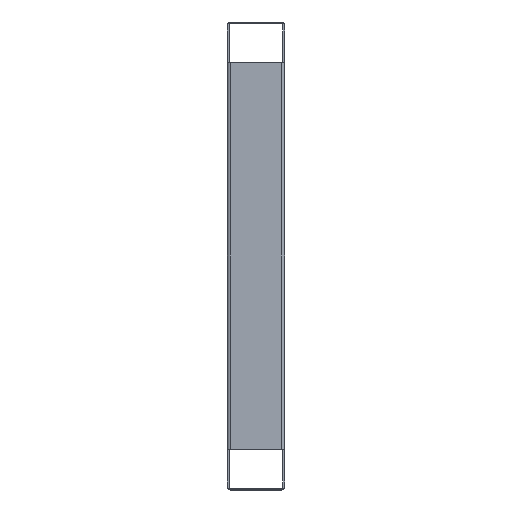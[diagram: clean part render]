
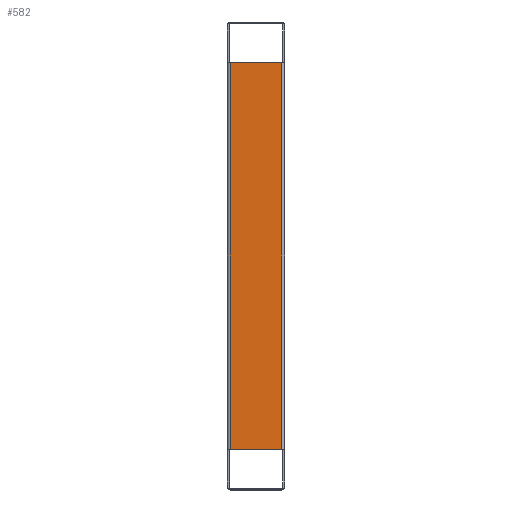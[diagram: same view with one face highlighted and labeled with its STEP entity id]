
A CAD part, left-side view. The second image highlights one B-rep face of the part: STEP entity #582.
In plain terms, the highlighted planar face has unit normal (-1, 0, 0).
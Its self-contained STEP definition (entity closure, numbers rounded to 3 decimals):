
#5 = VECTOR ( 'NONE', #1494, 1000. ) ;
#16 = CARTESIAN_POINT ( 'NONE',  ( -400., 66.5, -236.49 ) ) ;
#18 = CARTESIAN_POINT ( 'NONE',  ( -400., 3.5, -433.547 ) ) ;
#82 = ORIENTED_EDGE ( 'NONE', *, *, #1089, .T. ) ;
#91 = LINE ( 'NONE', #2082, #5 ) ;
#294 = VERTEX_POINT ( 'NONE', #843 ) ;
#415 = CARTESIAN_POINT ( 'NONE',  ( -400., 66.5, 236.49 ) ) ;
#424 = CARTESIAN_POINT ( 'NONE',  ( -400., 70., -433.547 ) ) ;
#442 = CARTESIAN_POINT ( 'NONE',  ( -400., 0., 236.49 ) ) ;
#547 = EDGE_CURVE ( 'NONE', #3111, #294, #3299, .T. ) ;
#582 = ADVANCED_FACE ( 'NONE', ( #1373 ), #2121, .T. ) ;
#830 = ORIENTED_EDGE ( 'NONE', *, *, #547, .T. ) ;
#843 = CARTESIAN_POINT ( 'NONE',  ( -400., 3.5, 236.49 ) ) ;
#868 = DIRECTION ( 'NONE',  ( 0., 0., 1. ) ) ;
#912 = ORIENTED_EDGE ( 'NONE', *, *, #2990, .T. ) ;
#1089 = EDGE_CURVE ( 'NONE', #2372, #3263, #91, .T. ) ;
#1373 = FACE_OUTER_BOUND ( 'NONE', #1729, .T. ) ;
#1401 = VECTOR ( 'NONE', #1836, 1000. ) ;
#1494 = DIRECTION ( 'NONE',  ( 0., 0., -1. ) ) ;
#1558 = EDGE_CURVE ( 'NONE', #3111, #3263, #2243, .T. ) ;
#1568 = DIRECTION ( 'NONE',  ( 0., 0., 1. ) ) ;
#1655 = LINE ( 'NONE', #442, #2234 ) ;
#1689 = ORIENTED_EDGE ( 'NONE', *, *, #1558, .F. ) ;
#1729 = EDGE_LOOP ( 'NONE', ( #1689, #830, #912, #82 ) ) ;
#1814 = DIRECTION ( 'NONE',  ( -1., 0., 0. ) ) ;
#1836 = DIRECTION ( 'NONE',  ( 0., 1., 0. ) ) ;
#1854 = VECTOR ( 'NONE', #868, 1000. ) ;
#2082 = CARTESIAN_POINT ( 'NONE',  ( -400., 66.5, -433.547 ) ) ;
#2121 = PLANE ( 'NONE',  #2680 ) ;
#2234 = VECTOR ( 'NONE', #2442, 1000. ) ;
#2243 = LINE ( 'NONE', #2378, #1401 ) ;
#2372 = VERTEX_POINT ( 'NONE', #415 ) ;
#2378 = CARTESIAN_POINT ( 'NONE',  ( -400., 0., -236.49 ) ) ;
#2442 = DIRECTION ( 'NONE',  ( 0., 1., 0. ) ) ;
#2491 = CARTESIAN_POINT ( 'NONE',  ( -400., 3.5, -236.49 ) ) ;
#2680 = AXIS2_PLACEMENT_3D ( 'NONE', #424, #1814, #1568 ) ;
#2990 = EDGE_CURVE ( 'NONE', #294, #2372, #1655, .T. ) ;
#3111 = VERTEX_POINT ( 'NONE', #2491 ) ;
#3263 = VERTEX_POINT ( 'NONE', #16 ) ;
#3299 = LINE ( 'NONE', #18, #1854 ) ;
